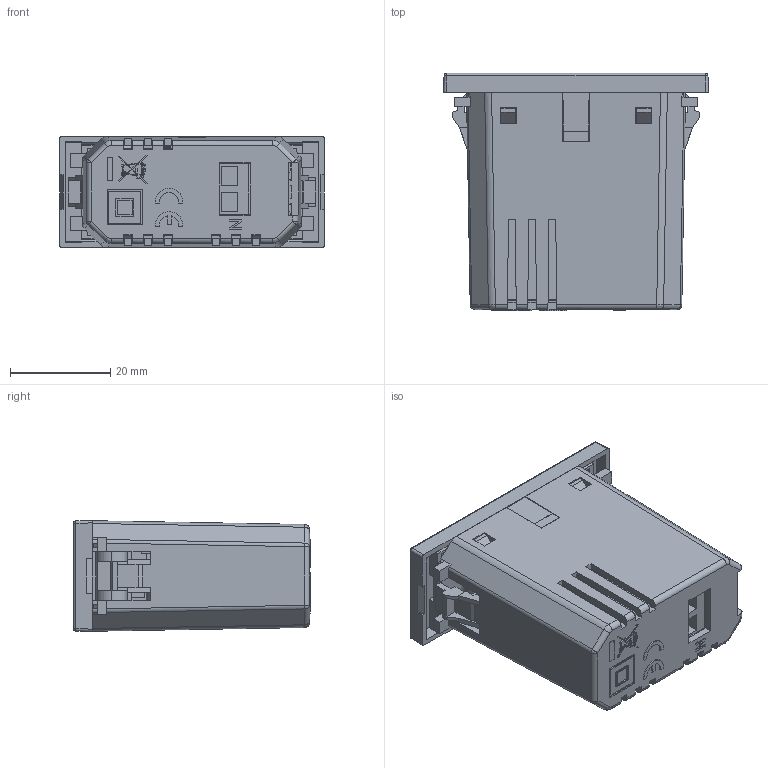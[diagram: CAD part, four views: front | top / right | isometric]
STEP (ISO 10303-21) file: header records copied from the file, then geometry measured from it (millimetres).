
FILE_DESCRIPTION (( 'STEP AP214' ), '1' );
FILE_NAME ('4BOX-USB-2C+A-PD20W-LINEA.STEP', '2024-08-23T00:41:21', ( '' ), ( '' ), 'SwSTEP 2.0', 'SolidWorks 2016', '' );
FILE_SCHEMA (( 'AUTOMOTIVE_DESIGN' ));
Length unit declared in the file: millimetre
Products named in the file (11): 4BOX-USB-A+C-B°åPD20W-20220224; 4BOX-USB-2C+A郪璃-20221019; 4BOX-USB-A+C-B°åPD20W-1-20220224; 4BOX-USB-2C+A-PD20W-LINEA; LINEA-2C+A耀輸奻裔22-20221216; LINEA-2C+A耀輸盓傅啣-20221216; LINEA-2C+A耀輸狟裔-20221216; 詢淏謗弇諉盄翐-1108; PCB-USB菁釱-旳啣; 4BOX-USB-2A+C-PCB郪璃-20221019; 4BOX-2C+A耀輸盓殤-20221207
Assembly tree (10 placements, depth 3):
  4BOX-USB-2C+A-PD20W-LINEA
    4BOX-USB-2C+A郪璃-20221019
      4BOX-USB-2A+C-PCB郪璃-20221019
      PCB-USB菁釱-旳啣
      詢淏謗弇諉盄翐-1108
      4BOX-USB-A+C-B°åPD20W-20220224
      4BOX-USB-A+C-B°åPD20W-1-20220224
      4BOX-2C+A耀輸盓殤-20221207
    LINEA-2C+A耀輸狟裔-20221216
    LINEA-2C+A耀輸盓傅啣-20221216
    LINEA-2C+A耀輸奻裔22-20221216
Bounding box: 52.7 x 47.2 x 22.14 mm (x, y, z)
Volume: 22550.3 mm3; surface area: 28235.8 mm2
Topology: 9 solids, 9 shells, 1180 faces, 3285 edges, 2151 vertices
Faces by surface type: plane 977, cylinder 119, bspline 49, torus 16, cone 11, sphere 8
Entity records: 38734 total; most frequent: CARTESIAN_POINT 7617, ORIENTED_EDGE 6570, DIRECTION 5696, EDGE_CURVE 3285, VECTOR 2878, LINE 2878, VERTEX_POINT 2151, AXIS2_PLACEMENT_3D 1409
